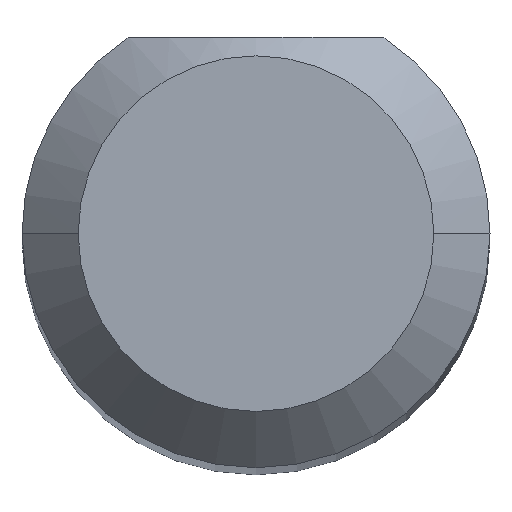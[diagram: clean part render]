
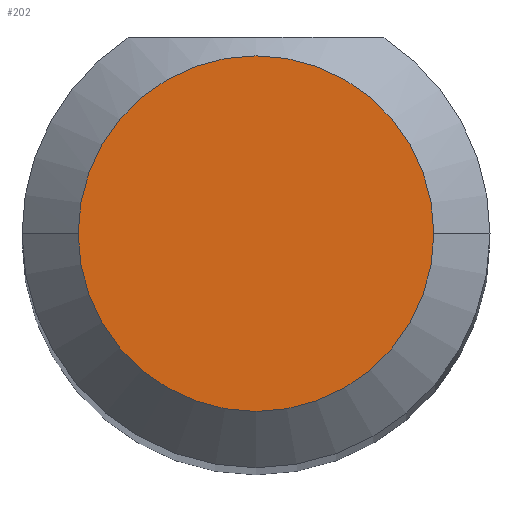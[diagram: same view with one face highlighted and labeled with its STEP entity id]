
A CAD part, top view. The second image highlights one B-rep face of the part: STEP entity #202.
In plain terms, the highlighted planar face has unit normal (0, 0, 1).
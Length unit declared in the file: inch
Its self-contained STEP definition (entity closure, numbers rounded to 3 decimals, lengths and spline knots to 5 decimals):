
#137 = AXIS2_PLACEMENT_3D ( 'NONE', #847, #507, #435 ) ;
#202 = ADVANCED_FACE ( 'NONE', ( #827 ), #1086, .T. ) ;
#207 = EDGE_LOOP ( 'NONE', ( #591, #269 ) ) ;
#240 = DIRECTION ( 'NONE',  ( 1., 0., 0. ) ) ;
#269 = ORIENTED_EDGE ( 'NONE', *, *, #318, .T. ) ;
#318 = EDGE_CURVE ( 'NONE', #458, #822, #613, .T. ) ;
#328 = CARTESIAN_POINT ( 'NONE',  ( 0., 0., 1.5 ) ) ;
#346 = DIRECTION ( 'NONE',  ( 0., 0., 1. ) ) ;
#369 = EDGE_CURVE ( 'NONE', #822, #458, #753, .T. ) ;
#435 = DIRECTION ( 'NONE',  ( 1., 0., 0. ) ) ;
#458 = VERTEX_POINT ( 'NONE', #1093 ) ;
#507 = DIRECTION ( 'NONE',  ( 0., 0., 1. ) ) ;
#591 = ORIENTED_EDGE ( 'NONE', *, *, #369, .T. ) ;
#613 = CIRCLE ( 'NONE', #137, 0.0475 ) ;
#666 = DIRECTION ( 'NONE',  ( 0., 0., 1. ) ) ;
#679 = AXIS2_PLACEMENT_3D ( 'NONE', #328, #666, #240 ) ;
#753 = CIRCLE ( 'NONE', #1077, 0.0475 ) ;
#822 = VERTEX_POINT ( 'NONE', #1065 ) ;
#827 = FACE_OUTER_BOUND ( 'NONE', #207, .T. ) ;
#839 = CARTESIAN_POINT ( 'NONE',  ( 0., 0., 1.5 ) ) ;
#847 = CARTESIAN_POINT ( 'NONE',  ( 0., 0., 1.5 ) ) ;
#931 = DIRECTION ( 'NONE',  ( 1., 0., 0. ) ) ;
#1065 = CARTESIAN_POINT ( 'NONE',  ( -0.0475, 0., 1.5 ) ) ;
#1077 = AXIS2_PLACEMENT_3D ( 'NONE', #839, #346, #931 ) ;
#1086 = PLANE ( 'NONE',  #679 ) ;
#1093 = CARTESIAN_POINT ( 'NONE',  ( 0.0475, 0., 1.5 ) ) ;
